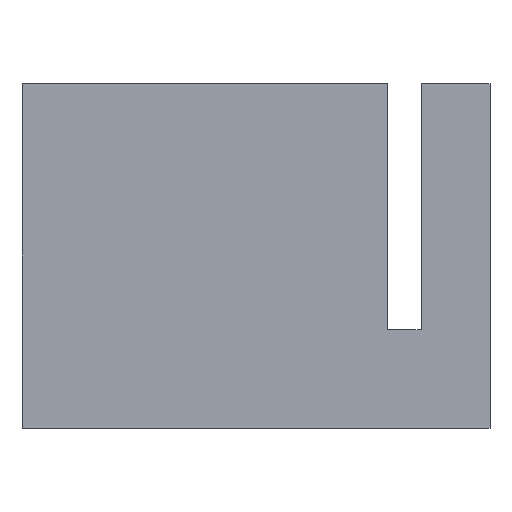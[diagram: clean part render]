
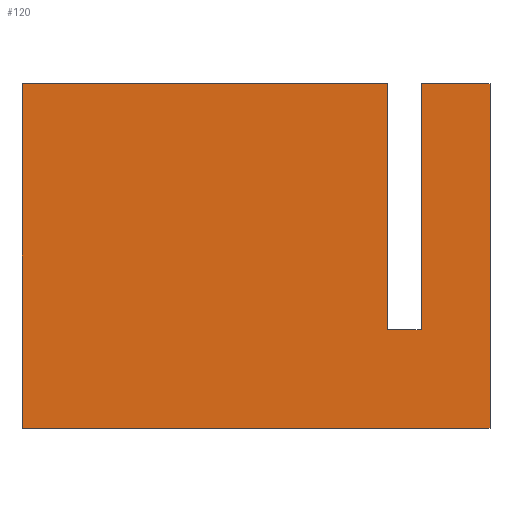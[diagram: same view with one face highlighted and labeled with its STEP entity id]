
A CAD part, front view. The second image highlights one B-rep face of the part: STEP entity #120.
In plain terms, the highlighted planar face has unit normal (0, -1, 0).
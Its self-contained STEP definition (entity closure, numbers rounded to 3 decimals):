
#120=ADVANCED_FACE('',(#376),#378,.T.);
#376=FACE_BOUND('',#377,.T.);
#377=EDGE_LOOP('',(#548,#549,#550,#551,#552,#553,#554,#555));
#378=PLANE('',#379);
#379=AXIS2_PLACEMENT_3D('',#380,#381,#382);
#380=CARTESIAN_POINT('',(-1.8,-26.4,0.));
#381=DIRECTION('',(0.,-1.,0.));
#382=DIRECTION('',(1.,0.,0.));
#548=ORIENTED_EDGE('',*,*,#670,.T.);
#549=ORIENTED_EDGE('',*,*,#657,.T.);
#550=ORIENTED_EDGE('',*,*,#671,.F.);
#551=ORIENTED_EDGE('',*,*,#649,.F.);
#552=ORIENTED_EDGE('',*,*,#668,.F.);
#553=ORIENTED_EDGE('',*,*,#663,.T.);
#554=ORIENTED_EDGE('',*,*,#672,.F.);
#555=ORIENTED_EDGE('',*,*,#673,.F.);
#649=EDGE_CURVE('',#713,#716,#717,.T.);
#657=EDGE_CURVE('',#725,#730,#732,.T.);
#663=EDGE_CURVE('',#738,#742,#744,.T.);
#668=EDGE_CURVE('',#738,#713,#753,.T.);
#670=EDGE_CURVE('',#755,#725,#756,.T.);
#671=EDGE_CURVE('',#716,#730,#757,.T.);
#672=EDGE_CURVE('',#758,#742,#759,.T.);
#673=EDGE_CURVE('',#755,#758,#760,.T.);
#713=VERTEX_POINT('',#824);
#716=VERTEX_POINT('',#829);
#717=LINE('',#830,#831);
#725=VERTEX_POINT('',#850);
#730=VERTEX_POINT('',#859);
#732=LINE('',#863,#864);
#738=VERTEX_POINT('',#877);
#742=VERTEX_POINT('',#885);
#744=LINE('',#889,#890);
#753=LINE('',#912,#913);
#755=VERTEX_POINT('',#918);
#756=LINE('',#919,#920);
#757=LINE('',#922,#923);
#758=VERTEX_POINT('',#925);
#759=LINE('',#926,#927);
#760=LINE('',#929,#930);
#824=CARTESIAN_POINT('',(14.4,-26.4,4.));
#829=CARTESIAN_POINT('',(14.4,-26.4,14.));
#830=CARTESIAN_POINT('',(14.4,-26.4,4.));
#831=VECTOR('',#832,1.);
#832=DIRECTION('',(0.,0.,1.));
#850=CARTESIAN_POINT('',(17.2,-26.4,0.));
#859=CARTESIAN_POINT('',(17.2,-26.4,14.));
#863=CARTESIAN_POINT('',(17.2,-26.4,0.));
#864=VECTOR('',#865,1.);
#865=DIRECTION('',(0.,0.,1.));
#877=CARTESIAN_POINT('',(13.05,-26.4,4.));
#885=CARTESIAN_POINT('',(13.05,-26.4,14.));
#889=CARTESIAN_POINT('',(13.05,-26.4,4.));
#890=VECTOR('',#891,1.);
#891=DIRECTION('',(0.,0.,1.));
#912=CARTESIAN_POINT('',(13.05,-26.4,4.));
#913=VECTOR('',#914,1.);
#914=DIRECTION('',(1.,0.,0.));
#918=CARTESIAN_POINT('',(-1.8,-26.4,0.));
#919=CARTESIAN_POINT('',(-1.8,-26.4,0.));
#920=VECTOR('',#921,1.);
#921=DIRECTION('',(1.,0.,0.));
#922=CARTESIAN_POINT('',(14.4,-26.4,14.));
#923=VECTOR('',#924,1.);
#924=DIRECTION('',(1.,0.,0.));
#925=CARTESIAN_POINT('',(-1.8,-26.4,14.));
#926=CARTESIAN_POINT('',(-1.8,-26.4,14.));
#927=VECTOR('',#928,1.);
#928=DIRECTION('',(1.,0.,0.));
#929=CARTESIAN_POINT('',(-1.8,-26.4,0.));
#930=VECTOR('',#931,1.);
#931=DIRECTION('',(0.,0.,1.));
